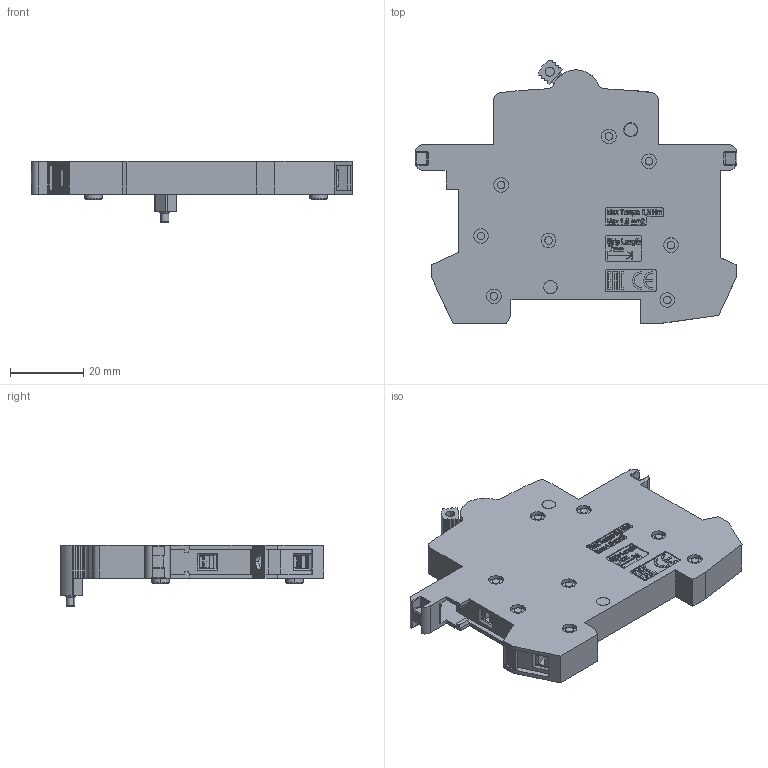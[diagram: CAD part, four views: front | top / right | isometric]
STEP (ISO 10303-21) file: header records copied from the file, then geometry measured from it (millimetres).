
FILE_DESCRIPTION((''),'2;1');
FILE_NAME('ASM0005_ASM','2020-12-21T',('marketing.praksa'),('Audax d.o.o.'),'CREO PARAMETRIC BY PTC INC, 2017480','CREO PARAMETRIC BY PTC INC, 2017480','');
FILE_SCHEMA(('AUTOMOTIVE_DESIGN { 1 0 10303 214 1 1 1 1 }'));
Products named in the file (9): 0000022013_1_1_2; LOGO_X-9_87_Y-6_07_1_ASM; LOGO_X-2_96_Y-1_88_ASM; TMP_DWG_65_1_1_1_2_1; TMP_DWG_65_1_2_1_2_1; TMP_DWG_65_1_3_1_2_1; ASM0008_1_ASM; LOGO_X-4_94_Y-3_13_ASM; ASM0005_ASM
Assembly tree (8 placements, depth 4):
  ASM0005_ASM
    0000022013_1_1_2
    LOGO_X-2_96_Y-1_88_ASM
      LOGO_X-9_87_Y-6_07_1_ASM
    LOGO_X-4_94_Y-3_13_ASM
      ASM0008_1_ASM
        TMP_DWG_65_1_1_1_2_1
        TMP_DWG_65_1_2_1_2_1
        TMP_DWG_65_1_3_1_2_1
Bounding box: 88 x 72.15 x 16.8 mm (x, y, z)
Volume: 34199.5 mm3; surface area: 18925.9 mm2
Topology: 4 solids, 20 shells, 2809 faces, 7672 edges, 5013 vertices
Faces by surface type: plane 1645, extrusion 756, cylinder 328, bspline 24, cone 20, sphere 18, torus 18
Entity records: 114229 total; most frequent: CARTESIAN_POINT 24064, ORIENTED_EDGE 15264, DIRECTION 11648, EDGE_CURVE 7652, VECTOR 5952, LINE 5196, VERTEX_POINT 5013, PRESENTATION_STYLE_ASSIGNMENT 3497
